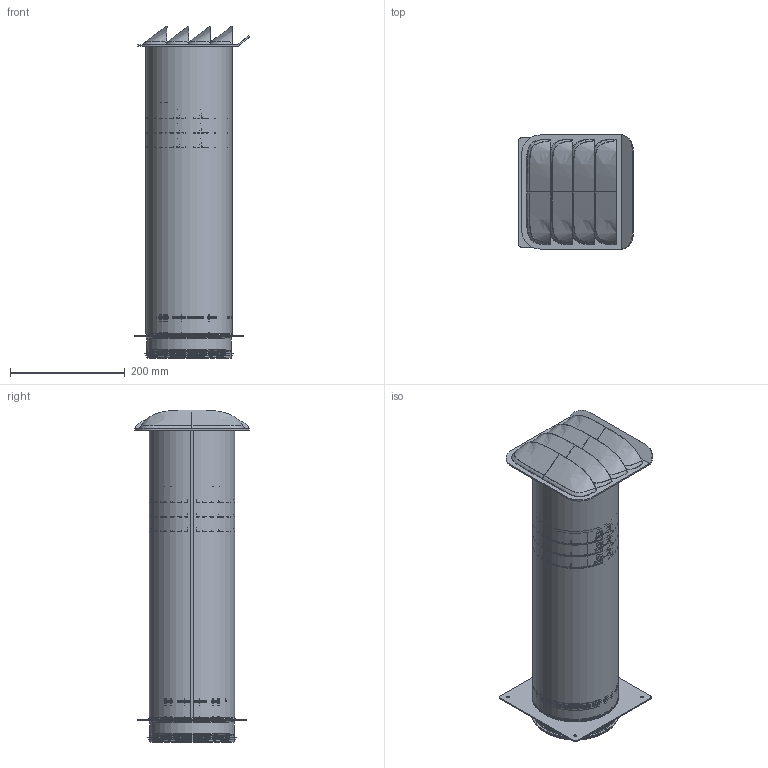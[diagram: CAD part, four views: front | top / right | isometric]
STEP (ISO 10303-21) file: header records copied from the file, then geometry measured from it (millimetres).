
FILE_DESCRIPTION(('STEP AP203'),'1');
FILE_NAME('V 4061031 SF E-Jal Col 150 Mauerkasten inkl.STP','2019-11-15T11:11:46',(' '),(' '),'Spatial InterOp 3D',' ',' ');
FILE_SCHEMA(('CONFIG_CONTROL_DESIGN'));
Length unit declared in the file: millimetre
Products named in the file (1): 1
Bounding box: 200 x 198.36 x 577.43 mm (x, y, z)
Volume: 538081.3 mm3; surface area: 1023952.6 mm2
Topology: 9 solids, 11 shells, 4159 faces, 10922 edges, 6652 vertices
Faces by surface type: bspline 1972, plane 811, cylinder 559, torus 346, cone 315, extrusion 108, sphere 48
Full cylindrical faces by diameter (mm): 144.1 x2, 145.3 x4, 145.4 x1, 146.1 x4, 147 x1, 147.3 x8, 148 x4, 151.3 x1, 155.3 x1
Entity records: 298684 total; most frequent: CARTESIAN_POINT 218723, ORIENTED_EDGE 21384, EDGE_CURVE 10692, DIRECTION 8375, B_SPLINE_CURVE_WITH_KNOTS 7921, VERTEX_POINT 6641, EDGE_LOOP 4317, ADVANCED_FACE 4159
